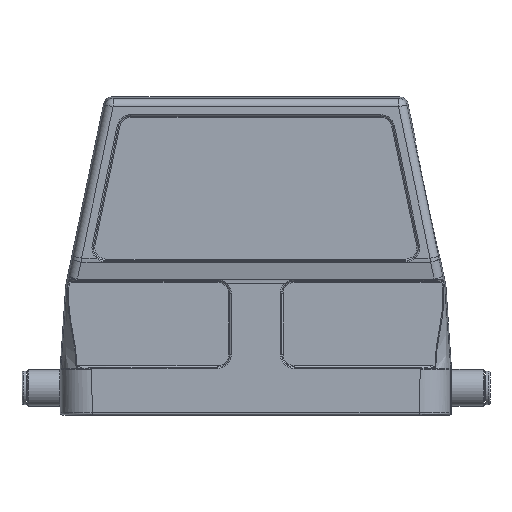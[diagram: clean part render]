
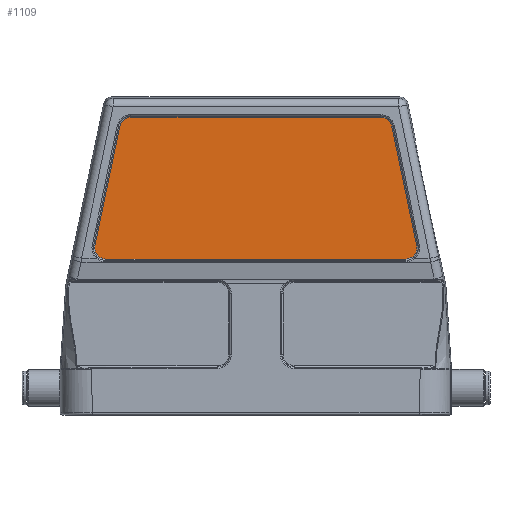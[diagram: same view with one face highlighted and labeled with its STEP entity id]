
A CAD part, front view. The second image highlights one B-rep face of the part: STEP entity #1109.
In plain terms, the highlighted planar face has unit normal (0, -1, 0).
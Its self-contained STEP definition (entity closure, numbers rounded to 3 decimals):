
#439=B_SPLINE_CURVE_WITH_KNOTS('',3,(#9626,#9627,#9628,#9629,#9630,#9631,
#9632,#9633,#9634,#9635),.UNSPECIFIED.,.F.,.F.,(4,2,2,2,4),(0.,0.25,0.5,
0.75,1.),.UNSPECIFIED.);
#440=B_SPLINE_CURVE_WITH_KNOTS('',3,(#9639,#9640,#9641,#9642,#9643,#9644),
 .UNSPECIFIED.,.F.,.F.,(4,2,4),(0.,0.5,1.),.UNSPECIFIED.);
#441=B_SPLINE_CURVE_WITH_KNOTS('',3,(#9648,#9649,#9650,#9651,#9652,#9653),
 .UNSPECIFIED.,.F.,.F.,(4,2,4),(0.,0.5,1.),.UNSPECIFIED.);
#442=B_SPLINE_CURVE_WITH_KNOTS('',3,(#9657,#9658,#9659,#9660,#9661,#9662,
#9663,#9664,#9665,#9666),.UNSPECIFIED.,.F.,.F.,(4,2,2,2,4),(0.,0.25,
0.5,0.75,1.),.UNSPECIFIED.);
#1109=ADVANCED_FACE('',(#1639),#1538,.T.);
#1538=PLANE('',#6867);
#1639=FACE_OUTER_BOUND('',#2049,.T.);
#2049=EDGE_LOOP('',(#3373,#3374,#3375,#3376,#3377,#3378,#3379,#3380));
#2589=LINE('',#9623,#2915);
#2590=LINE('',#9637,#2916);
#2591=LINE('',#9646,#2917);
#2592=LINE('',#9655,#2918);
#2915=VECTOR('',#7535,1.);
#2916=VECTOR('',#7536,1.);
#2917=VECTOR('',#7537,1.);
#2918=VECTOR('',#7538,1.);
#3373=ORIENTED_EDGE('',*,*,#5936,.T.);
#3374=ORIENTED_EDGE('',*,*,#5937,.T.);
#3375=ORIENTED_EDGE('',*,*,#5938,.T.);
#3376=ORIENTED_EDGE('',*,*,#5939,.T.);
#3377=ORIENTED_EDGE('',*,*,#5940,.T.);
#3378=ORIENTED_EDGE('',*,*,#5941,.T.);
#3379=ORIENTED_EDGE('',*,*,#5942,.T.);
#3380=ORIENTED_EDGE('',*,*,#5943,.T.);
#5313=VERTEX_POINT('',#9624);
#5314=VERTEX_POINT('',#9625);
#5315=VERTEX_POINT('',#9636);
#5316=VERTEX_POINT('',#9638);
#5317=VERTEX_POINT('',#9645);
#5318=VERTEX_POINT('',#9647);
#5319=VERTEX_POINT('',#9654);
#5320=VERTEX_POINT('',#9656);
#5936=EDGE_CURVE('',#5313,#5314,#2589,.T.);
#5937=EDGE_CURVE('',#5314,#5315,#439,.T.);
#5938=EDGE_CURVE('',#5315,#5316,#2590,.T.);
#5939=EDGE_CURVE('',#5316,#5317,#440,.T.);
#5940=EDGE_CURVE('',#5317,#5318,#2591,.T.);
#5941=EDGE_CURVE('',#5318,#5319,#441,.T.);
#5942=EDGE_CURVE('',#5319,#5320,#2592,.T.);
#5943=EDGE_CURVE('',#5320,#5313,#442,.T.);
#6867=AXIS2_PLACEMENT_3D('',#9667,#7539,#7540);
#7535=DIRECTION('',(-1.,0.,0.));
#7536=DIRECTION('',(-0.204,0.,-0.979));
#7537=DIRECTION('',(1.,0.,0.));
#7538=DIRECTION('',(-0.204,0.,0.979));
#7539=DIRECTION('',(0.,-1.,0.));
#7540=DIRECTION('',(1.,0.,0.));
#9623=CARTESIAN_POINT('',(-29.852,-21.499,-4.875));
#9624=CARTESIAN_POINT('',(29.852,-21.499,-4.875));
#9625=CARTESIAN_POINT('',(-29.852,-21.499,-4.875));
#9626=CARTESIAN_POINT('',(-29.852,-21.499,-4.875));
#9627=CARTESIAN_POINT('',(-30.127,-21.499,-4.875));
#9628=CARTESIAN_POINT('',(-30.385,-21.499,-4.909));
#9629=CARTESIAN_POINT('',(-30.985,-21.499,-5.104));
#9630=CARTESIAN_POINT('',(-31.312,-21.499,-5.279));
#9631=CARTESIAN_POINT('',(-31.835,-21.499,-5.715));
#9632=CARTESIAN_POINT('',(-32.065,-21.499,-6.008));
#9633=CARTESIAN_POINT('',(-32.348,-21.499,-6.522));
#9634=CARTESIAN_POINT('',(-32.429,-21.499,-6.75));
#9635=CARTESIAN_POINT('',(-32.484,-21.499,-7.014));
#9636=CARTESIAN_POINT('',(-32.484,-21.499,-7.014));
#9637=CARTESIAN_POINT('',(-38.431,-21.499,-35.485));
#9638=CARTESIAN_POINT('',(-38.431,-21.499,-35.485));
#9639=CARTESIAN_POINT('',(-38.431,-21.499,-35.485));
#9640=CARTESIAN_POINT('',(-38.595,-21.499,-36.27));
#9641=CARTESIAN_POINT('',(-38.387,-21.499,-37.12));
#9642=CARTESIAN_POINT('',(-37.391,-21.499,-38.346));
#9643=CARTESIAN_POINT('',(-36.602,-21.499,-38.723));
#9644=CARTESIAN_POINT('',(-35.799,-21.499,-38.724));
#9645=CARTESIAN_POINT('',(-35.799,-21.499,-38.724));
#9646=CARTESIAN_POINT('',(35.799,-21.499,-38.724));
#9647=CARTESIAN_POINT('',(35.799,-21.499,-38.724));
#9648=CARTESIAN_POINT('',(35.799,-21.499,-38.724));
#9649=CARTESIAN_POINT('',(36.601,-21.499,-38.723));
#9650=CARTESIAN_POINT('',(37.39,-21.499,-38.346));
#9651=CARTESIAN_POINT('',(38.386,-21.499,-37.121));
#9652=CARTESIAN_POINT('',(38.595,-21.499,-36.271));
#9653=CARTESIAN_POINT('',(38.431,-21.499,-35.485));
#9654=CARTESIAN_POINT('',(38.431,-21.499,-35.485));
#9655=CARTESIAN_POINT('',(32.484,-21.499,-7.014));
#9656=CARTESIAN_POINT('',(32.484,-21.499,-7.014));
#9657=CARTESIAN_POINT('',(32.484,-21.499,-7.014));
#9658=CARTESIAN_POINT('',(32.428,-21.499,-6.745));
#9659=CARTESIAN_POINT('',(32.342,-21.499,-6.499));
#9660=CARTESIAN_POINT('',(32.028,-21.499,-5.952));
#9661=CARTESIAN_POINT('',(31.79,-21.499,-5.667));
#9662=CARTESIAN_POINT('',(31.256,-21.499,-5.244));
#9663=CARTESIAN_POINT('',(30.922,-21.499,-5.079));
#9664=CARTESIAN_POINT('',(30.361,-21.499,-4.907));
#9665=CARTESIAN_POINT('',(30.122,-21.499,-4.875));
#9666=CARTESIAN_POINT('',(29.852,-21.499,-4.875));
#9667=CARTESIAN_POINT('',(0.,-21.499,0.));
